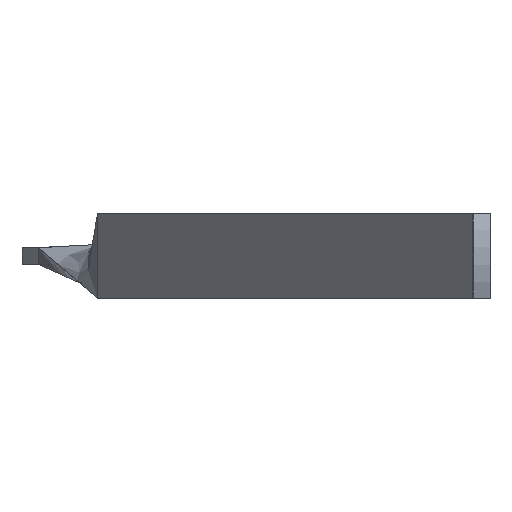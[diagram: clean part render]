
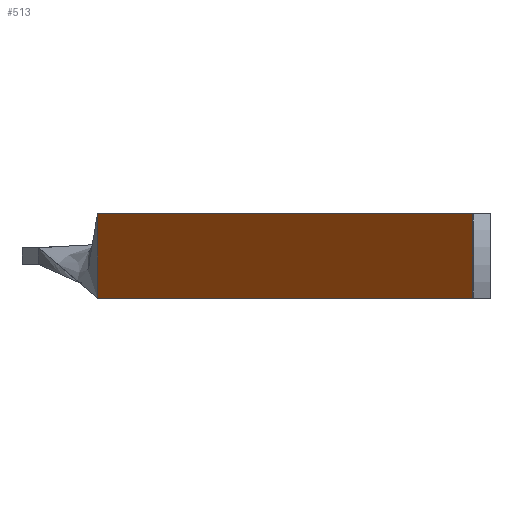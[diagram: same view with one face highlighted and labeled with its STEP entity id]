
A CAD part, front view. The second image highlights one B-rep face of the part: STEP entity #513.
In plain terms, the highlighted planar face has unit normal (-0.983, -0.186, 0).
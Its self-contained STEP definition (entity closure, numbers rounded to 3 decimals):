
#10 = DIRECTION ( 'NONE',  ( 0.186, -0.983, 0. ) ) ;
#29 = VECTOR ( 'NONE', #596, 1000. ) ;
#65 = LINE ( 'NONE', #540, #29 ) ;
#101 = CARTESIAN_POINT ( 'NONE',  ( -3.122, 60.363, 15. ) ) ;
#107 = VECTOR ( 'NONE', #469, 1000. ) ;
#117 = VECTOR ( 'NONE', #402, 1000. ) ;
#134 = VERTEX_POINT ( 'NONE', #480 ) ;
#137 = CARTESIAN_POINT ( 'NONE',  ( -3.122, 60.363, 15. ) ) ;
#146 = VERTEX_POINT ( 'NONE', #353 ) ;
#214 = DIRECTION ( 'NONE',  ( -0.186, 0.983, 0. ) ) ;
#242 = EDGE_CURVE ( 'NONE', #752, #264, #663, .T. ) ;
#261 = CARTESIAN_POINT ( 'NONE',  ( -3.122, 60.363, 15. ) ) ;
#264 = VERTEX_POINT ( 'NONE', #101 ) ;
#297 = VECTOR ( 'NONE', #214, 1000. ) ;
#310 = DIRECTION ( 'NONE',  ( -0.983, -0.186, 0. ) ) ;
#315 = ORIENTED_EDGE ( 'NONE', *, *, #421, .F. ) ;
#343 = CARTESIAN_POINT ( 'NONE',  ( -3.122, 60.363, -15. ) ) ;
#353 = CARTESIAN_POINT ( 'NONE',  ( -136.479, 766.138, 15. ) ) ;
#358 = FACE_OUTER_BOUND ( 'NONE', #485, .T. ) ;
#365 = AXIS2_PLACEMENT_3D ( 'NONE', #547, #310, #10 ) ;
#402 = DIRECTION ( 'NONE',  ( 0., 0., 1. ) ) ;
#421 = EDGE_CURVE ( 'NONE', #752, #134, #687, .T. ) ;
#426 = PLANE ( 'NONE',  #365 ) ;
#469 = DIRECTION ( 'NONE',  ( -0.186, 0.983, 0. ) ) ;
#472 = EDGE_CURVE ( 'NONE', #134, #146, #65, .T. ) ;
#480 = CARTESIAN_POINT ( 'NONE',  ( -136.479, 766.138, -15. ) ) ;
#485 = EDGE_LOOP ( 'NONE', ( #559, #567, #664, #315 ) ) ;
#513 = ADVANCED_FACE ( 'NONE', ( #358 ), #426, .T. ) ;
#540 = CARTESIAN_POINT ( 'NONE',  ( -136.479, 766.138, 15. ) ) ;
#547 = CARTESIAN_POINT ( 'NONE',  ( -3.122, 60.363, 15. ) ) ;
#559 = ORIENTED_EDGE ( 'NONE', *, *, #242, .T. ) ;
#567 = ORIENTED_EDGE ( 'NONE', *, *, #712, .T. ) ;
#596 = DIRECTION ( 'NONE',  ( 0., 0., 1. ) ) ;
#618 = LINE ( 'NONE', #261, #297 ) ;
#663 = LINE ( 'NONE', #137, #117 ) ;
#664 = ORIENTED_EDGE ( 'NONE', *, *, #472, .F. ) ;
#687 = LINE ( 'NONE', #749, #107 ) ;
#712 = EDGE_CURVE ( 'NONE', #264, #146, #618, .T. ) ;
#749 = CARTESIAN_POINT ( 'NONE',  ( -3.122, 60.363, -15. ) ) ;
#752 = VERTEX_POINT ( 'NONE', #343 ) ;
